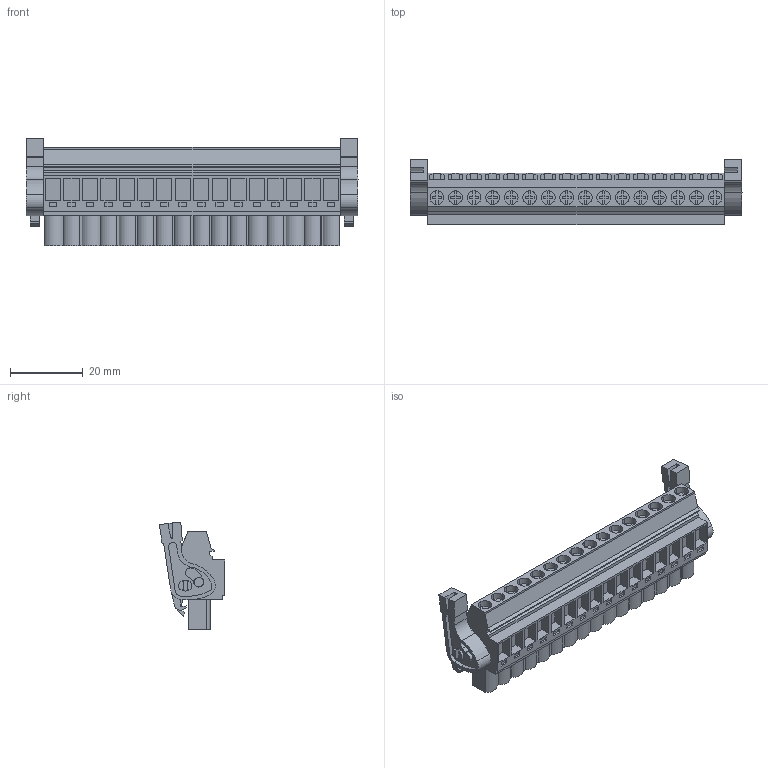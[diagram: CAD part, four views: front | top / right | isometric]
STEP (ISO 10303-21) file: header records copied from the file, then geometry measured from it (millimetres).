
FILE_DESCRIPTION(('CATIA V5 STEP','CAx-IF Rec.Pracs.--- Model Styling and Organization---1.2---2011-12-15'),'2;1');
FILE_NAME ('D1460118_0_1947900000_1947900000.stp','2017-09-09T10:16:43+00:00',('none'),('Weidmueller'),'CATIA Version 5-6 Release 2014','CATIA V5 STEP AP214','none');
FILE_SCHEMA(('AUTOMOTIVE_DESIGN { 1 0 10303 214 1 1 1 1 }'));
Length unit declared in the file: millimetre
Products named in the file (1): 1947900000
Bounding box: 90.98 x 17.88 x 29.56 mm (x, y, z)
Volume: 19629.2 mm3; surface area: 12582.1 mm2
Topology: 19 solids, 19 shells, 1176 faces, 3286 edges, 2223 vertices
Faces by surface type: plane 966, cylinder 208, extrusion 2
Entity records: 34448 total; most frequent: ORIENTED_EDGE 6572, CARTESIAN_POINT 6177, DIRECTION 4554, EDGE_CURVE 3286, VECTOR 2780, LINE 2778, VERTEX_POINT 2223, EDGE_LOOP 1261
